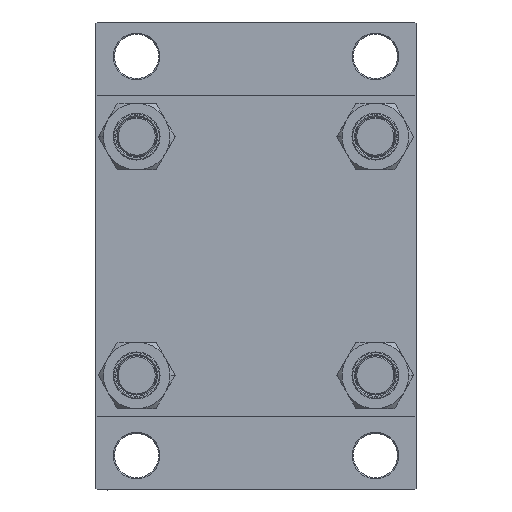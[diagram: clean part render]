
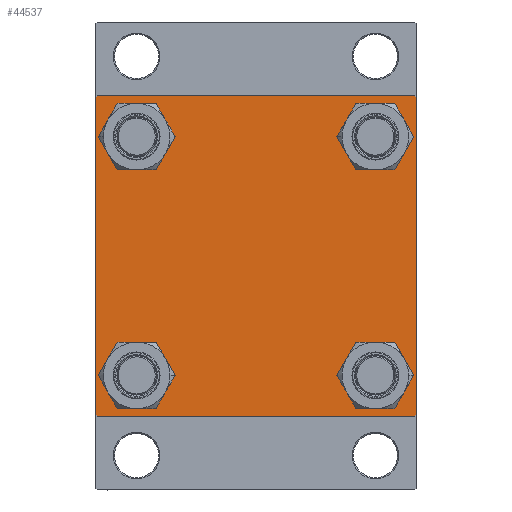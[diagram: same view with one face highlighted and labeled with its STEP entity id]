
A CAD part, left-side view. The second image highlights one B-rep face of the part: STEP entity #44537.
In plain terms, the highlighted planar face has unit normal (-1, 0, 0).
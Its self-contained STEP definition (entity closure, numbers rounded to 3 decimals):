
#385 = CARTESIAN_POINT ( 'NONE',  ( 0., 48.45, -48.45 ) ) ;
#644 = ORIENTED_EDGE ( 'NONE', *, *, #41382, .T. ) ;
#708 = EDGE_LOOP ( 'NONE', ( #26132, #39078 ) ) ;
#722 = PLANE ( 'NONE',  #27316 ) ;
#763 = VERTEX_POINT ( 'NONE', #32023 ) ;
#1005 = VERTEX_POINT ( 'NONE', #32520 ) ;
#1057 = CARTESIAN_POINT ( 'NONE',  ( 0., -48.45, -48.45 ) ) ;
#1848 = ORIENTED_EDGE ( 'NONE', *, *, #45471, .T. ) ;
#2318 = DIRECTION ( 'NONE',  ( 0., 0., 1. ) ) ;
#2560 = CARTESIAN_POINT ( 'NONE',  ( 0., -48.45, -48.45 ) ) ;
#2844 = CARTESIAN_POINT ( 'NONE',  ( 0., 64.75, 64.75 ) ) ;
#3319 = EDGE_LOOP ( 'NONE', ( #26845, #21833 ) ) ;
#3679 = FACE_BOUND ( 'NONE', #708, .T. ) ;
#3745 = DIRECTION ( 'NONE',  ( 1., 0., 0. ) ) ;
#4162 = FACE_BOUND ( 'NONE', #45209, .T. ) ;
#4535 = VECTOR ( 'NONE', #34410, 1000. ) ;
#4726 = DIRECTION ( 'NONE',  ( 0., 0., 1. ) ) ;
#5894 = EDGE_CURVE ( 'NONE', #17398, #30586, #19832, .T. ) ;
#6295 = CARTESIAN_POINT ( 'NONE',  ( 0., -64.75, -64.75 ) ) ;
#6427 = CARTESIAN_POINT ( 'NONE',  ( 0., 65., 65. ) ) ;
#6523 = VECTOR ( 'NONE', #21781, 1000. ) ;
#6738 = ORIENTED_EDGE ( 'NONE', *, *, #26902, .T. ) ;
#6740 = VERTEX_POINT ( 'NONE', #17353 ) ;
#6951 = DIRECTION ( 'NONE',  ( 1., 0., 0. ) ) ;
#7685 = CIRCLE ( 'NONE', #41313, 8.5 ) ;
#8039 = DIRECTION ( 'NONE',  ( 1., 0., 0. ) ) ;
#8611 = VECTOR ( 'NONE', #17764, 1000. ) ;
#8701 = CARTESIAN_POINT ( 'NONE',  ( 0., 65., 65. ) ) ;
#9728 = DIRECTION ( 'NONE',  ( 0., -0.707, 0.707 ) ) ;
#9771 = LINE ( 'NONE', #24212, #10950 ) ;
#10238 = EDGE_LOOP ( 'NONE', ( #29812, #28357 ) ) ;
#10950 = VECTOR ( 'NONE', #39162, 1000. ) ;
#10957 = VERTEX_POINT ( 'NONE', #41826 ) ;
#12927 = VERTEX_POINT ( 'NONE', #30418 ) ;
#13861 = LINE ( 'NONE', #2844, #8611 ) ;
#13904 = EDGE_CURVE ( 'NONE', #1005, #10957, #48461, .T. ) ;
#14151 = CARTESIAN_POINT ( 'NONE',  ( 0., 48.45, -39.95 ) ) ;
#15302 = LINE ( 'NONE', #34860, #45515 ) ;
#15575 = EDGE_CURVE ( 'NONE', #31686, #763, #43260, .T. ) ;
#16160 = EDGE_CURVE ( 'NONE', #44203, #34616, #13861, .T. ) ;
#17353 = CARTESIAN_POINT ( 'NONE',  ( 0., -64.5, 65. ) ) ;
#17398 = VERTEX_POINT ( 'NONE', #29939 ) ;
#17764 = DIRECTION ( 'NONE',  ( 0., 0.707, -0.707 ) ) ;
#17978 = AXIS2_PLACEMENT_3D ( 'NONE', #29942, #6951, #33856 ) ;
#18099 = VERTEX_POINT ( 'NONE', #46909 ) ;
#18604 = FACE_BOUND ( 'NONE', #10238, .T. ) ;
#19761 = DIRECTION ( 'NONE',  ( 0., 0., 1. ) ) ;
#19798 = CIRCLE ( 'NONE', #47180, 8.5 ) ;
#19832 = CIRCLE ( 'NONE', #30803, 8.5 ) ;
#19854 = DIRECTION ( 'NONE',  ( 0., 0., 1. ) ) ;
#19950 = EDGE_CURVE ( 'NONE', #12927, #31686, #15302, .T. ) ;
#19991 = ORIENTED_EDGE ( 'NONE', *, *, #25400, .T. ) ;
#20049 = CARTESIAN_POINT ( 'NONE',  ( 0., -48.45, 48.45 ) ) ;
#20119 = DIRECTION ( 'NONE',  ( 0., 0., 1. ) ) ;
#21781 = DIRECTION ( 'NONE',  ( 0., 0., -1. ) ) ;
#21833 = ORIENTED_EDGE ( 'NONE', *, *, #31813, .T. ) ;
#22519 = CARTESIAN_POINT ( 'NONE',  ( 0., 0., 0. ) ) ;
#24212 = CARTESIAN_POINT ( 'NONE',  ( 0., 64.75, -64.75 ) ) ;
#24264 = VECTOR ( 'NONE', #9728, 1000. ) ;
#24722 = LINE ( 'NONE', #40163, #6523 ) ;
#24760 = CARTESIAN_POINT ( 'NONE',  ( 0., -48.45, -39.95 ) ) ;
#25246 = VECTOR ( 'NONE', #43870, 1000. ) ;
#25344 = EDGE_CURVE ( 'NONE', #44203, #6740, #28207, .T. ) ;
#25400 = EDGE_CURVE ( 'NONE', #29501, #18099, #41663, .T. ) ;
#26132 = ORIENTED_EDGE ( 'NONE', *, *, #35626, .T. ) ;
#26434 = DIRECTION ( 'NONE',  ( 0., 0., 1. ) ) ;
#26469 = EDGE_CURVE ( 'NONE', #29260, #763, #24722, .T. ) ;
#26751 = CARTESIAN_POINT ( 'NONE',  ( 0., -48.45, -56.95 ) ) ;
#26785 = CARTESIAN_POINT ( 'NONE',  ( 0., -48.45, 56.95 ) ) ;
#26845 = ORIENTED_EDGE ( 'NONE', *, *, #13904, .T. ) ;
#26902 = EDGE_CURVE ( 'NONE', #18099, #29501, #19798, .T. ) ;
#27316 = AXIS2_PLACEMENT_3D ( 'NONE', #22519, #38433, #26434 ) ;
#27475 = DIRECTION ( 'NONE',  ( 1., 0., 0. ) ) ;
#28162 = DIRECTION ( 'NONE',  ( 0., 0.707, 0.707 ) ) ;
#28207 = LINE ( 'NONE', #6427, #25246 ) ;
#28357 = ORIENTED_EDGE ( 'NONE', *, *, #33220, .T. ) ;
#29260 = VERTEX_POINT ( 'NONE', #41342 ) ;
#29501 = VERTEX_POINT ( 'NONE', #14151 ) ;
#29705 = CARTESIAN_POINT ( 'NONE',  ( 0., 48.45, 48.45 ) ) ;
#29812 = ORIENTED_EDGE ( 'NONE', *, *, #41744, .T. ) ;
#29939 = CARTESIAN_POINT ( 'NONE',  ( 0., -48.45, 39.95 ) ) ;
#29942 = CARTESIAN_POINT ( 'NONE',  ( 0., 48.45, 48.45 ) ) ;
#30115 = FACE_OUTER_BOUND ( 'NONE', #47385, .T. ) ;
#30418 = CARTESIAN_POINT ( 'NONE',  ( 0., 64.5, -65. ) ) ;
#30458 = ORIENTED_EDGE ( 'NONE', *, *, #19950, .T. ) ;
#30586 = VERTEX_POINT ( 'NONE', #26785 ) ;
#30803 = AXIS2_PLACEMENT_3D ( 'NONE', #43539, #44031, #43785 ) ;
#30840 = FACE_BOUND ( 'NONE', #3319, .T. ) ;
#31254 = CARTESIAN_POINT ( 'NONE',  ( 0., -64.5, -65. ) ) ;
#31686 = VERTEX_POINT ( 'NONE', #31254 ) ;
#31760 = AXIS2_PLACEMENT_3D ( 'NONE', #2560, #43436, #2318 ) ;
#31813 = EDGE_CURVE ( 'NONE', #10957, #1005, #37963, .T. ) ;
#32023 = CARTESIAN_POINT ( 'NONE',  ( 0., -65., -64.5 ) ) ;
#32321 = LINE ( 'NONE', #47249, #32781 ) ;
#32520 = CARTESIAN_POINT ( 'NONE',  ( 0., 48.45, 56.95 ) ) ;
#32679 = VERTEX_POINT ( 'NONE', #24760 ) ;
#32781 = VECTOR ( 'NONE', #28162, 1000. ) ;
#33220 = EDGE_CURVE ( 'NONE', #33478, #32679, #34148, .T. ) ;
#33478 = VERTEX_POINT ( 'NONE', #26751 ) ;
#33856 = DIRECTION ( 'NONE',  ( 0., 0., 1. ) ) ;
#33910 = DIRECTION ( 'NONE',  ( 0., -1., 0. ) ) ;
#34148 = CIRCLE ( 'NONE', #31760, 8.5 ) ;
#34410 = DIRECTION ( 'NONE',  ( 0., 0., -1. ) ) ;
#34470 = CARTESIAN_POINT ( 'NONE',  ( 0., 48.45, -48.45 ) ) ;
#34616 = VERTEX_POINT ( 'NONE', #47360 ) ;
#34860 = CARTESIAN_POINT ( 'NONE',  ( 0., 65., -65. ) ) ;
#35626 = EDGE_CURVE ( 'NONE', #30586, #17398, #43471, .T. ) ;
#37932 = ORIENTED_EDGE ( 'NONE', *, *, #43088, .T. ) ;
#37963 = CIRCLE ( 'NONE', #44219, 8.5 ) ;
#38100 = LINE ( 'NONE', #8701, #4535 ) ;
#38354 = VERTEX_POINT ( 'NONE', #44636 ) ;
#38433 = DIRECTION ( 'NONE',  ( -1., 0., 0. ) ) ;
#38447 = DIRECTION ( 'NONE',  ( 0., 0., 1. ) ) ;
#39078 = ORIENTED_EDGE ( 'NONE', *, *, #5894, .T. ) ;
#39082 = ORIENTED_EDGE ( 'NONE', *, *, #16160, .T. ) ;
#39162 = DIRECTION ( 'NONE',  ( 0., -0.707, -0.707 ) ) ;
#40163 = CARTESIAN_POINT ( 'NONE',  ( 0., -65., 65. ) ) ;
#40349 = AXIS2_PLACEMENT_3D ( 'NONE', #20049, #45299, #38447 ) ;
#40719 = CARTESIAN_POINT ( 'NONE',  ( 0., 64.5, 65. ) ) ;
#41254 = ORIENTED_EDGE ( 'NONE', *, *, #15575, .T. ) ;
#41313 = AXIS2_PLACEMENT_3D ( 'NONE', #1057, #45619, #4726 ) ;
#41342 = CARTESIAN_POINT ( 'NONE',  ( 0., -65., 64.5 ) ) ;
#41382 = EDGE_CURVE ( 'NONE', #34616, #38354, #38100, .T. ) ;
#41663 = CIRCLE ( 'NONE', #44011, 8.5 ) ;
#41744 = EDGE_CURVE ( 'NONE', #32679, #33478, #7685, .T. ) ;
#41826 = CARTESIAN_POINT ( 'NONE',  ( 0., 48.45, 39.95 ) ) ;
#43088 = EDGE_CURVE ( 'NONE', #29260, #6740, #32321, .T. ) ;
#43260 = LINE ( 'NONE', #6295, #24264 ) ;
#43295 = ORIENTED_EDGE ( 'NONE', *, *, #25344, .F. ) ;
#43436 = DIRECTION ( 'NONE',  ( 1., 0., 0. ) ) ;
#43471 = CIRCLE ( 'NONE', #40349, 8.5 ) ;
#43539 = CARTESIAN_POINT ( 'NONE',  ( 0., -48.45, 48.45 ) ) ;
#43785 = DIRECTION ( 'NONE',  ( 0., 0., 1. ) ) ;
#43870 = DIRECTION ( 'NONE',  ( 0., -1., 0. ) ) ;
#44011 = AXIS2_PLACEMENT_3D ( 'NONE', #34470, #8039, #19761 ) ;
#44031 = DIRECTION ( 'NONE',  ( 1., 0., 0. ) ) ;
#44203 = VERTEX_POINT ( 'NONE', #40719 ) ;
#44219 = AXIS2_PLACEMENT_3D ( 'NONE', #29705, #3745, #19854 ) ;
#44537 = ADVANCED_FACE ( 'NONE', ( #3679, #18604, #4162, #30840, #30115 ), #722, .T. ) ;
#44636 = CARTESIAN_POINT ( 'NONE',  ( 0., 65., -64.5 ) ) ;
#45209 = EDGE_LOOP ( 'NONE', ( #19991, #6738 ) ) ;
#45299 = DIRECTION ( 'NONE',  ( 1., 0., 0. ) ) ;
#45471 = EDGE_CURVE ( 'NONE', #38354, #12927, #9771, .T. ) ;
#45515 = VECTOR ( 'NONE', #33910, 1000. ) ;
#45619 = DIRECTION ( 'NONE',  ( 1., 0., 0. ) ) ;
#45989 = ORIENTED_EDGE ( 'NONE', *, *, #26469, .F. ) ;
#46909 = CARTESIAN_POINT ( 'NONE',  ( 0., 48.45, -56.95 ) ) ;
#47180 = AXIS2_PLACEMENT_3D ( 'NONE', #385, #27475, #20119 ) ;
#47249 = CARTESIAN_POINT ( 'NONE',  ( 0., -64.75, 64.75 ) ) ;
#47360 = CARTESIAN_POINT ( 'NONE',  ( 0., 65., 64.5 ) ) ;
#47385 = EDGE_LOOP ( 'NONE', ( #644, #1848, #30458, #41254, #45989, #37932, #43295, #39082 ) ) ;
#48461 = CIRCLE ( 'NONE', #17978, 8.5 ) ;
